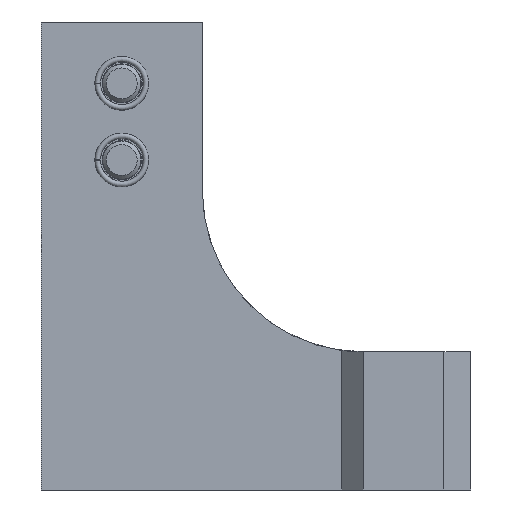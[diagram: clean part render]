
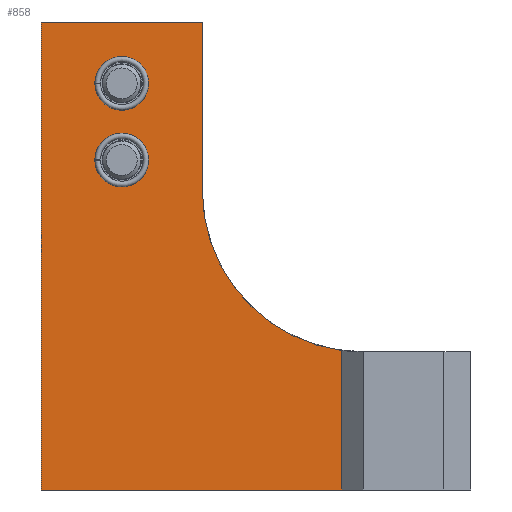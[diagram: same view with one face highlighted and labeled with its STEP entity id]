
A CAD part, front view. The second image highlights one B-rep face of the part: STEP entity #858.
In plain terms, the highlighted planar face has unit normal (0, -1, 0).
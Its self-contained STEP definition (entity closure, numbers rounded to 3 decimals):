
#85=CIRCLE('',#960,3.5);
#86=CIRCLE('',#961,3.5);
#87=CIRCLE('',#962,21.);
#162=ORIENTED_EDGE('',*,*,#377,.F.);
#163=ORIENTED_EDGE('',*,*,#378,.F.);
#164=ORIENTED_EDGE('',*,*,#379,.F.);
#165=ORIENTED_EDGE('',*,*,#380,.F.);
#166=ORIENTED_EDGE('',*,*,#374,.T.);
#167=ORIENTED_EDGE('',*,*,#381,.F.);
#168=ORIENTED_EDGE('',*,*,#382,.F.);
#169=ORIENTED_EDGE('',*,*,#383,.T.);
#374=EDGE_CURVE('',#479,#480,#557,.T.);
#377=EDGE_CURVE('',#481,#481,#85,.T.);
#378=EDGE_CURVE('',#482,#482,#86,.T.);
#379=EDGE_CURVE('',#483,#484,#87,.F.);
#380=EDGE_CURVE('',#479,#483,#560,.T.);
#381=EDGE_CURVE('',#485,#480,#561,.T.);
#382=EDGE_CURVE('',#486,#485,#562,.T.);
#383=EDGE_CURVE('',#486,#484,#563,.T.);
#479=VERTEX_POINT('',#1392);
#480=VERTEX_POINT('',#1393);
#481=VERTEX_POINT('',#1398);
#482=VERTEX_POINT('',#1400);
#483=VERTEX_POINT('',#1402);
#484=VERTEX_POINT('',#1403);
#485=VERTEX_POINT('',#1406);
#486=VERTEX_POINT('',#1408);
#557=LINE('',#1391,#616);
#560=LINE('',#1404,#619);
#561=LINE('',#1405,#620);
#562=LINE('',#1407,#621);
#563=LINE('',#1409,#622);
#616=VECTOR('',#1105,1000.);
#619=VECTOR('',#1116,1000.);
#620=VECTOR('',#1117,1000.);
#621=VECTOR('',#1118,1000.);
#622=VECTOR('',#1119,1000.);
#658=EDGE_LOOP('',(#162));
#659=EDGE_LOOP('',(#163));
#660=EDGE_LOOP('',(#164,#165,#166,#167,#168,#169));
#741=FACE_BOUND('',#658,.T.);
#742=FACE_BOUND('',#659,.T.);
#743=FACE_BOUND('',#660,.T.);
#824=PLANE('',#959);
#858=ADVANCED_FACE('',(#741,#742,#743),#824,.F.);
#959=AXIS2_PLACEMENT_3D('',#1396,#1108,#1109);
#960=AXIS2_PLACEMENT_3D('',#1397,#1110,#1111);
#961=AXIS2_PLACEMENT_3D('',#1399,#1112,#1113);
#962=AXIS2_PLACEMENT_3D('',#1401,#1114,#1115);
#1105=DIRECTION('',(-1.,0.,0.));
#1108=DIRECTION('',(0.,1.,0.));
#1109=DIRECTION('',(-1.,0.,0.));
#1110=DIRECTION('',(0.,-1.,0.));
#1111=DIRECTION('',(0.,0.,-1.));
#1112=DIRECTION('',(0.,-1.,0.));
#1113=DIRECTION('',(0.,0.,-1.));
#1114=DIRECTION('',(0.,1.,0.));
#1115=DIRECTION('',(-1.,0.,0.));
#1116=DIRECTION('',(0.,0.,-1.));
#1117=DIRECTION('',(0.,0.,1.));
#1118=DIRECTION('',(-1.,0.,0.));
#1119=DIRECTION('',(0.,0.,1.));
#1391=CARTESIAN_POINT('',(28.7,-4.7,0.));
#1392=CARTESIAN_POINT('',(10.5,-4.7,0.));
#1393=CARTESIAN_POINT('',(-10.5,-4.7,0.));
#1396=CARTESIAN_POINT('',(28.7,-4.7,-61.));
#1397=CARTESIAN_POINT('',(0.,-4.7,-18.));
#1398=CARTESIAN_POINT('',(0.,-4.7,-21.5));
#1399=CARTESIAN_POINT('',(0.,-4.7,-8.));
#1400=CARTESIAN_POINT('',(0.,-4.7,-11.5));
#1401=CARTESIAN_POINT('',(31.5,-4.7,-22.));
#1402=CARTESIAN_POINT('',(10.5,-4.7,-22.));
#1403=CARTESIAN_POINT('',(28.7,-4.7,-42.812));
#1404=CARTESIAN_POINT('',(10.5,-4.7,-61.));
#1405=CARTESIAN_POINT('',(-10.5,-4.7,-61.));
#1406=CARTESIAN_POINT('',(-10.5,-4.7,-61.));
#1407=CARTESIAN_POINT('',(28.7,-4.7,-61.));
#1408=CARTESIAN_POINT('',(28.7,-4.7,-61.));
#1409=CARTESIAN_POINT('',(28.7,-4.7,-61.));
